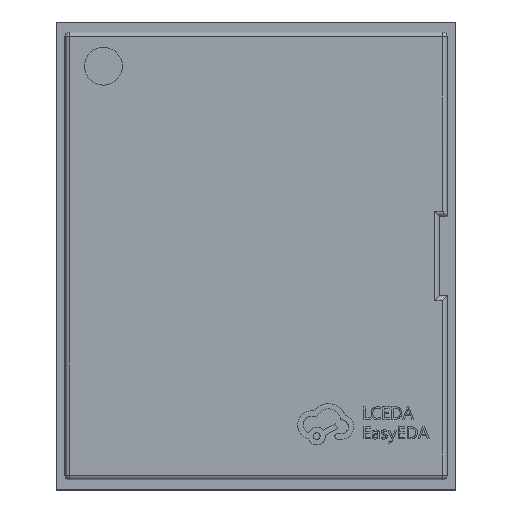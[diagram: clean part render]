
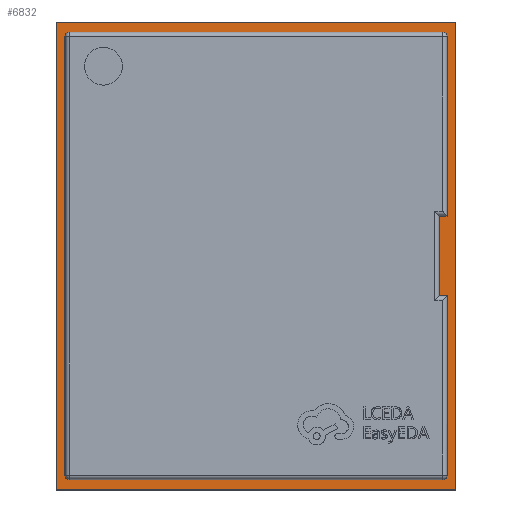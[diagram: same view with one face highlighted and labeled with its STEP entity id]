
A CAD part, top view. The second image highlights one B-rep face of the part: STEP entity #6832.
In plain terms, the highlighted planar face has unit normal (0, 0, 1).
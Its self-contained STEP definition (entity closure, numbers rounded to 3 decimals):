
#990 = DIRECTION ( 'NONE',  ( 0., 1., 0. ) ) ;
#1063 = ORIENTED_EDGE ( 'NONE', *, *, #11291, .F. ) ;
#1199 = LINE ( 'NONE', #12794, #29724 ) ;
#1670 = VERTEX_POINT ( 'NONE', #5920 ) ;
#1697 = AXIS2_PLACEMENT_3D ( 'NONE', #22905, #34430, #8523 ) ;
#1826 = DIRECTION ( 'NONE',  ( 0., 1., 0. ) ) ;
#2055 = VECTOR ( 'NONE', #14588, 1000. ) ;
#2382 = ORIENTED_EDGE ( 'NONE', *, *, #9789, .T. ) ;
#2454 = EDGE_CURVE ( 'NONE', #26320, #14709, #1199, .T. ) ;
#2678 = VERTEX_POINT ( 'NONE', #24821 ) ;
#3000 = CARTESIAN_POINT ( 'NONE',  ( 8.75, -10.25, 0. ) ) ;
#3097 = EDGE_CURVE ( 'NONE', #14689, #25581, #20039, .T. ) ;
#3420 = DIRECTION ( 'NONE',  ( -1., 0., 0. ) ) ;
#4130 = DIRECTION ( 'NONE',  ( 1., 0., 0. ) ) ;
#4224 = EDGE_LOOP ( 'NONE', ( #5128, #26493, #33102, #21768 ) ) ;
#4229 = CARTESIAN_POINT ( 'NONE',  ( 8.37, 9.8, 0. ) ) ;
#4481 = CARTESIAN_POINT ( 'NONE',  ( -8.17, -9.8, 0. ) ) ;
#4499 = VECTOR ( 'NONE', #1826, 1000. ) ;
#5128 = ORIENTED_EDGE ( 'NONE', *, *, #22890, .T. ) ;
#5197 = CARTESIAN_POINT ( 'NONE',  ( -8.37, 9.6, 0. ) ) ;
#5261 = CARTESIAN_POINT ( 'NONE',  ( -8.17, -9.6, 0. ) ) ;
#5291 = FACE_OUTER_BOUND ( 'NONE', #4224, .T. ) ;
#5618 = DIRECTION ( 'NONE',  ( 0., -1., 0. ) ) ;
#5714 = DIRECTION ( 'NONE',  ( -1., 0., 0. ) ) ;
#5920 = CARTESIAN_POINT ( 'NONE',  ( 8.17, 9.8, 0. ) ) ;
#6819 = EDGE_CURVE ( 'NONE', #23448, #14689, #13827, .T. ) ;
#6832 = ADVANCED_FACE ( 'NONE', ( #5291, #16866 ), #28410, .F. ) ;
#7029 = EDGE_LOOP ( 'NONE', ( #8036, #25682, #1063, #32148, #21403, #28502, #30743, #2382, #27086, #37276, #18381, #24995 ) ) ;
#7108 = AXIS2_PLACEMENT_3D ( 'NONE', #5261, #16831, #28381 ) ;
#7381 = VERTEX_POINT ( 'NONE', #5197 ) ;
#7681 = CIRCLE ( 'NONE', #28846, 0.2 ) ;
#8036 = ORIENTED_EDGE ( 'NONE', *, *, #34311, .F. ) ;
#8128 = VERTEX_POINT ( 'NONE', #31568 ) ;
#8523 = DIRECTION ( 'NONE',  ( -1., 0., 0. ) ) ;
#8975 = DIRECTION ( 'NONE',  ( 0., -1., 0. ) ) ;
#9588 = LINE ( 'NONE', #21154, #10408 ) ;
#9789 = EDGE_CURVE ( 'NONE', #25581, #29764, #18555, .T. ) ;
#9910 = EDGE_CURVE ( 'NONE', #12501, #2678, #23430, .T. ) ;
#10100 = CARTESIAN_POINT ( 'NONE',  ( 8.37, -9.8, 0. ) ) ;
#10408 = VECTOR ( 'NONE', #32660, 1000. ) ;
#10812 = CARTESIAN_POINT ( 'NONE',  ( -8.17, 9.6, 0. ) ) ;
#11291 = EDGE_CURVE ( 'NONE', #1670, #14434, #30185, .T. ) ;
#11349 = LINE ( 'NONE', #22887, #31460 ) ;
#11978 = EDGE_CURVE ( 'NONE', #8128, #13428, #11349, .T. ) ;
#12501 = VERTEX_POINT ( 'NONE', #4481 ) ;
#12663 = VECTOR ( 'NONE', #15814, 1000. ) ;
#12794 = CARTESIAN_POINT ( 'NONE',  ( -8.75, -10.25, 0. ) ) ;
#12842 = CIRCLE ( 'NONE', #33982, 0.2 ) ;
#12927 = VECTOR ( 'NONE', #21661, 1000. ) ;
#13354 = CARTESIAN_POINT ( 'NONE',  ( -8.75, 10.25, 0. ) ) ;
#13428 = VERTEX_POINT ( 'NONE', #13354 ) ;
#13827 = LINE ( 'NONE', #25376, #31326 ) ;
#14434 = VERTEX_POINT ( 'NONE', #20296 ) ;
#14588 = DIRECTION ( 'NONE',  ( 0., 1., 0. ) ) ;
#14689 = VERTEX_POINT ( 'NONE', #21315 ) ;
#14709 = VERTEX_POINT ( 'NONE', #33011 ) ;
#15438 = LINE ( 'NONE', #26969, #27602 ) ;
#15814 = DIRECTION ( 'NONE',  ( -1., 0., 0. ) ) ;
#16230 = LINE ( 'NONE', #27790, #4499 ) ;
#16697 = VERTEX_POINT ( 'NONE', #17745 ) ;
#16831 = DIRECTION ( 'NONE',  ( 0., 0., -1. ) ) ;
#16866 = FACE_BOUND ( 'NONE', #7029, .T. ) ;
#17745 = CARTESIAN_POINT ( 'NONE',  ( 8.17, -9.8, 0. ) ) ;
#17844 = CARTESIAN_POINT ( 'NONE',  ( 8.17, -9.6, 0. ) ) ;
#18299 = CARTESIAN_POINT ( 'NONE',  ( 8.02, -1.75, 0. ) ) ;
#18381 = ORIENTED_EDGE ( 'NONE', *, *, #23550, .F. ) ;
#18555 = LINE ( 'NONE', #30078, #19214 ) ;
#19096 = AXIS2_PLACEMENT_3D ( 'NONE', #10812, #22358, #33888 ) ;
#19214 = VECTOR ( 'NONE', #4130, 1000. ) ;
#20039 = LINE ( 'NONE', #31558, #28805 ) ;
#20135 = CARTESIAN_POINT ( 'NONE',  ( 8.17, 9.6, 0. ) ) ;
#20296 = CARTESIAN_POINT ( 'NONE',  ( -8.17, 9.8, 0. ) ) ;
#20319 = CARTESIAN_POINT ( 'NONE',  ( 8.37, -1.75, 0. ) ) ;
#20698 = VERTEX_POINT ( 'NONE', #32356 ) ;
#21154 = CARTESIAN_POINT ( 'NONE',  ( -8.75, -10.25, 0. ) ) ;
#21315 = CARTESIAN_POINT ( 'NONE',  ( 8.02, 1.75, 0. ) ) ;
#21403 = ORIENTED_EDGE ( 'NONE', *, *, #31490, .F. ) ;
#21661 = DIRECTION ( 'NONE',  ( 1., 0., 0. ) ) ;
#21768 = ORIENTED_EDGE ( 'NONE', *, *, #2454, .T. ) ;
#21841 = CARTESIAN_POINT ( 'NONE',  ( 8.37, -9.6, 0. ) ) ;
#22358 = DIRECTION ( 'NONE',  ( 0., 0., -1. ) ) ;
#22887 = CARTESIAN_POINT ( 'NONE',  ( -8.75, 10.25, 0. ) ) ;
#22890 = EDGE_CURVE ( 'NONE', #14709, #8128, #28954, .T. ) ;
#22905 = CARTESIAN_POINT ( 'NONE',  ( 0., 0., 0. ) ) ;
#22999 = CARTESIAN_POINT ( 'NONE',  ( 8.37, 1.75, 0. ) ) ;
#23350 = LINE ( 'NONE', #34876, #31997 ) ;
#23430 = CIRCLE ( 'NONE', #7108, 0.2 ) ;
#23448 = VERTEX_POINT ( 'NONE', #22999 ) ;
#23550 = EDGE_CURVE ( 'NONE', #12501, #16697, #36000, .T. ) ;
#24326 = DIRECTION ( 'NONE',  ( 1., 0., 0. ) ) ;
#24761 = EDGE_CURVE ( 'NONE', #7381, #14434, #35368, .T. ) ;
#24821 = CARTESIAN_POINT ( 'NONE',  ( -8.37, -9.6, 0. ) ) ;
#24995 = ORIENTED_EDGE ( 'NONE', *, *, #9910, .T. ) ;
#25056 = VERTEX_POINT ( 'NONE', #21841 ) ;
#25376 = CARTESIAN_POINT ( 'NONE',  ( 8.37, 1.75, 0. ) ) ;
#25581 = VERTEX_POINT ( 'NONE', #18299 ) ;
#25682 = ORIENTED_EDGE ( 'NONE', *, *, #24761, .T. ) ;
#26320 = VERTEX_POINT ( 'NONE', #34744 ) ;
#26481 = EDGE_CURVE ( 'NONE', #1670, #20698, #7681, .T. ) ;
#26493 = ORIENTED_EDGE ( 'NONE', *, *, #11978, .T. ) ;
#26969 = CARTESIAN_POINT ( 'NONE',  ( 8.37, -9.8, 0. ) ) ;
#27086 = ORIENTED_EDGE ( 'NONE', *, *, #32609, .F. ) ;
#27602 = VECTOR ( 'NONE', #990, 1000. ) ;
#27790 = CARTESIAN_POINT ( 'NONE',  ( 8.37, -9.8, 0. ) ) ;
#28201 = EDGE_CURVE ( 'NONE', #13428, #26320, #9588, .T. ) ;
#28381 = DIRECTION ( 'NONE',  ( -1., 0., 0. ) ) ;
#28410 = PLANE ( 'NONE',  #1697 ) ;
#28502 = ORIENTED_EDGE ( 'NONE', *, *, #6819, .T. ) ;
#28805 = VECTOR ( 'NONE', #5618, 1000. ) ;
#28846 = AXIS2_PLACEMENT_3D ( 'NONE', #20135, #31650, #5714 ) ;
#28954 = LINE ( 'NONE', #3000, #2055 ) ;
#29368 = DIRECTION ( 'NONE',  ( 0., 0., -1. ) ) ;
#29724 = VECTOR ( 'NONE', #24326, 1000. ) ;
#29764 = VERTEX_POINT ( 'NONE', #20319 ) ;
#29794 = EDGE_CURVE ( 'NONE', #25056, #16697, #12842, .T. ) ;
#30078 = CARTESIAN_POINT ( 'NONE',  ( 8.37, -1.75, 0. ) ) ;
#30185 = LINE ( 'NONE', #4229, #12663 ) ;
#30743 = ORIENTED_EDGE ( 'NONE', *, *, #3097, .T. ) ;
#31326 = VECTOR ( 'NONE', #36886, 1000. ) ;
#31460 = VECTOR ( 'NONE', #34414, 1000. ) ;
#31490 = EDGE_CURVE ( 'NONE', #23448, #20698, #16230, .T. ) ;
#31558 = CARTESIAN_POINT ( 'NONE',  ( 8.02, 1.75, 0. ) ) ;
#31568 = CARTESIAN_POINT ( 'NONE',  ( 8.75, 10.25, 0. ) ) ;
#31650 = DIRECTION ( 'NONE',  ( 0., 0., -1. ) ) ;
#31997 = VECTOR ( 'NONE', #8975, 1000. ) ;
#32148 = ORIENTED_EDGE ( 'NONE', *, *, #26481, .T. ) ;
#32356 = CARTESIAN_POINT ( 'NONE',  ( 8.37, 9.6, 0. ) ) ;
#32609 = EDGE_CURVE ( 'NONE', #25056, #29764, #15438, .T. ) ;
#32660 = DIRECTION ( 'NONE',  ( 0., -1., 0. ) ) ;
#33011 = CARTESIAN_POINT ( 'NONE',  ( 8.75, -10.25, 0. ) ) ;
#33102 = ORIENTED_EDGE ( 'NONE', *, *, #28201, .T. ) ;
#33888 = DIRECTION ( 'NONE',  ( -1., 0., 0. ) ) ;
#33982 = AXIS2_PLACEMENT_3D ( 'NONE', #17844, #29368, #3420 ) ;
#34311 = EDGE_CURVE ( 'NONE', #7381, #2678, #23350, .T. ) ;
#34414 = DIRECTION ( 'NONE',  ( -1., 0., 0. ) ) ;
#34430 = DIRECTION ( 'NONE',  ( 0., 0., -1. ) ) ;
#34744 = CARTESIAN_POINT ( 'NONE',  ( -8.75, -10.25, 0. ) ) ;
#34876 = CARTESIAN_POINT ( 'NONE',  ( -8.37, -9.8, 0. ) ) ;
#35368 = CIRCLE ( 'NONE', #19096, 0.2 ) ;
#36000 = LINE ( 'NONE', #10100, #12927 ) ;
#36886 = DIRECTION ( 'NONE',  ( -1., 0., 0. ) ) ;
#37276 = ORIENTED_EDGE ( 'NONE', *, *, #29794, .T. ) ;
